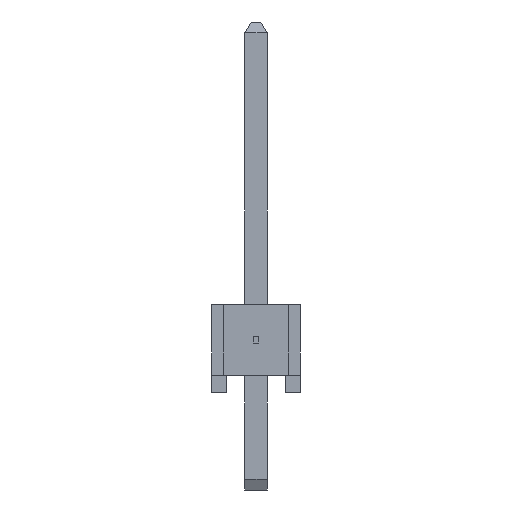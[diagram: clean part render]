
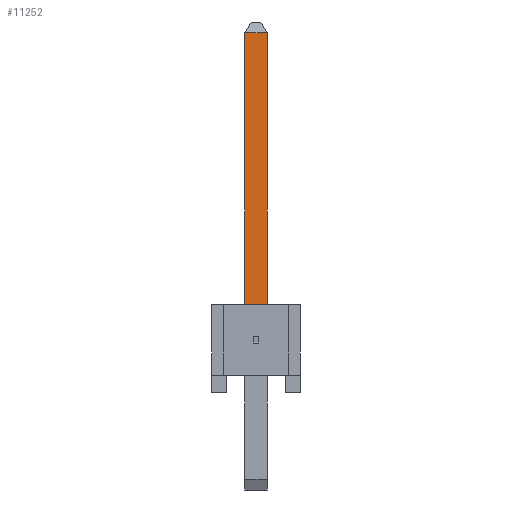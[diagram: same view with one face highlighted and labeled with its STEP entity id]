
A CAD part, left-side view. The second image highlights one B-rep face of the part: STEP entity #11252.
In plain terms, the highlighted planar face has unit normal (-1, 0, 0).
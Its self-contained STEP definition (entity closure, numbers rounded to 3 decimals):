
#11252 = ADVANCED_FACE('',(#11253),#11287,.F.);
#11253 = FACE_BOUND('',#11254,.T.);
#11254 = EDGE_LOOP('',(#11255,#11265,#11273,#11281));
#11255 = ORIENTED_EDGE('',*,*,#11256,.T.);
#11256 = EDGE_CURVE('',#11257,#11259,#11261,.T.);
#11257 = VERTEX_POINT('',#11258);
#11258 = CARTESIAN_POINT('',(-10.478,13.157,0.318));
#11259 = VERTEX_POINT('',#11260);
#11260 = CARTESIAN_POINT('',(-10.478,13.157,-0.318));
#11261 = LINE('',#11262,#11263);
#11262 = CARTESIAN_POINT('',(-10.478,13.157,2.54));
#11263 = VECTOR('',#11264,1.);
#11264 = DIRECTION('',(0.,0.,-1.));
#11265 = ORIENTED_EDGE('',*,*,#11266,.T.);
#11266 = EDGE_CURVE('',#11259,#11267,#11269,.T.);
#11267 = VERTEX_POINT('',#11268);
#11268 = CARTESIAN_POINT('',(-10.478,4.191,-0.318));
#11269 = LINE('',#11270,#11271);
#11270 = CARTESIAN_POINT('',(-10.478,13.462,-0.318));
#11271 = VECTOR('',#11272,1.);
#11272 = DIRECTION('',(0.,-1.,0.));
#11273 = ORIENTED_EDGE('',*,*,#11274,.F.);
#11274 = EDGE_CURVE('',#11275,#11267,#11277,.T.);
#11275 = VERTEX_POINT('',#11276);
#11276 = CARTESIAN_POINT('',(-10.478,4.191,0.318));
#11277 = LINE('',#11278,#11279);
#11278 = CARTESIAN_POINT('',(-10.478,4.191,0.318));
#11279 = VECTOR('',#11280,1.);
#11280 = DIRECTION('',(0.,0.,-1.));
#11281 = ORIENTED_EDGE('',*,*,#11282,.F.);
#11282 = EDGE_CURVE('',#11257,#11275,#11283,.T.);
#11283 = LINE('',#11284,#11285);
#11284 = CARTESIAN_POINT('',(-10.478,13.462,0.318));
#11285 = VECTOR('',#11286,1.);
#11286 = DIRECTION('',(0.,-1.,0.));
#11287 = PLANE('',#11288);
#11288 = AXIS2_PLACEMENT_3D('',#11289,#11290,#11291);
#11289 = CARTESIAN_POINT('',(-10.478,13.462,0.318));
#11290 = DIRECTION('',(1.,0.,0.));
#11291 = DIRECTION('',(0.,0.,-1.));
